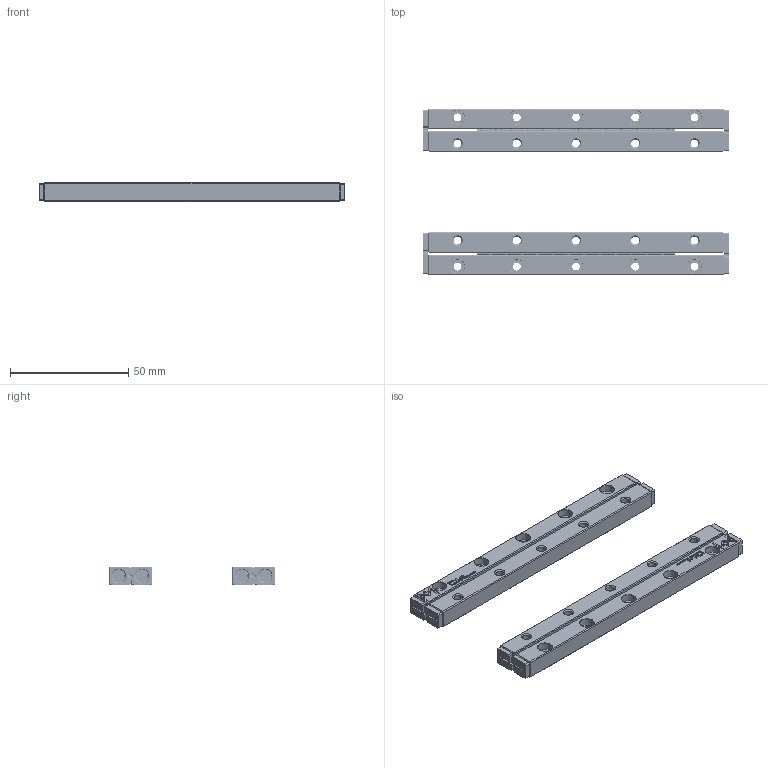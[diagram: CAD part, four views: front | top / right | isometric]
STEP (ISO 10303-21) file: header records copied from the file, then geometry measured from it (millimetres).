
FILE_DESCRIPTION(/* description */ (''),/* implementation_level */ '2;1');
FILE_NAME(/* name */ 'Set RSDE-3125x25KRE_stp.stp',/* time_stamp */ '2025-03-27T10:42:20+01:00',/* author */ (''),/* organization */ (''),/* preprocessor_version */ 'ST-DEVELOPER v16.7',/* originating_system */ 'SIEMENS PLM Software NX 12.0',/* authorisation */ '');
FILE_SCHEMA (('AUTOMOTIVE_DESIGN { 1 0 10303 214 3 1 1 1 }'));
Products named in the file (1): Set RSDE-3125x25KRE_stp
Bounding box: 129.1 x 70 x 8 mm (x, y, z)
Volume: 31674.7 mm3; surface area: 26614.2 mm2
Topology: 74 solids, 74 shells, 3558 faces, 9676 edges, 6350 vertices
Faces by surface type: plane 1576, cylinder 1018, torus 516, bspline 360, cone 88
Full cylindrical faces by diameter (mm): 0.45 x208, 2 x52, 2.6 x8, 3 x58, 3.2 x16, 3.3 x20, 6 x20
Entity records: 121237 total; most frequent: CARTESIAN_POINT 26299, ORIENTED_EDGE 17688, DIRECTION 17370, EDGE_CURVE 8844, AXIS2_PLACEMENT_3D 6343, VERTEX_POINT 6096, LINE 4684, VECTOR 4684
